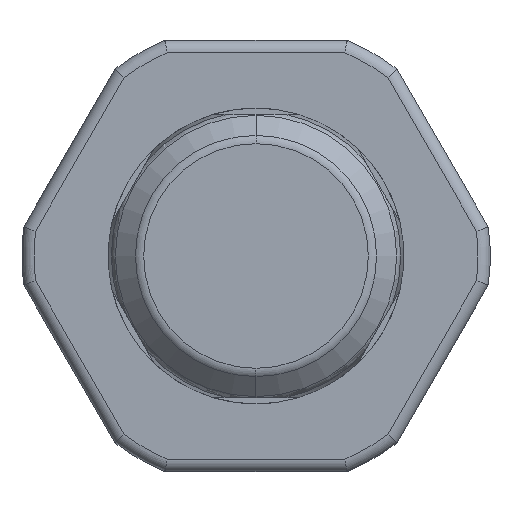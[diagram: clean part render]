
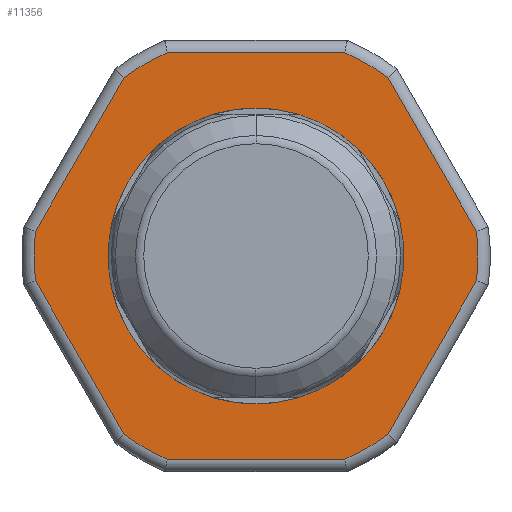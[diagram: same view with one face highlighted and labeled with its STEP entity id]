
A CAD part, front view. The second image highlights one B-rep face of the part: STEP entity #11356.
In plain terms, the highlighted planar face has unit normal (0, -1, 0).
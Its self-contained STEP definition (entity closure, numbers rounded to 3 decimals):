
#2068=CARTESIAN_POINT('',(0.,-6.05,0.));
#2069=DIRECTION('',(0.,-1.,0.));
#2070=DIRECTION('',(0.994,0.,-0.112));
#2071=AXIS2_PLACEMENT_3D('',#2068,#2069,#2070);
#2093=DIRECTION('',(-0.5,0.,-0.866));
#2094=VECTOR('',#2093,14.387);
#2095=CARTESIAN_POINT('',(-10.693,-6.05,
14.48));
#2096=LINE('',#2095,#2094);
#2097=DIRECTION('',(-1.,0.,0.));
#2098=VECTOR('',#2097,14.387);
#2099=CARTESIAN_POINT('',(7.194,-6.05,16.5));
#2100=LINE('',#2099,#2098);
#2101=DIRECTION('',(-0.5,0.,0.866));
#2102=VECTOR('',#2101,14.387);
#2103=CARTESIAN_POINT('',(17.886,-6.05,2.02));
#2104=LINE('',#2103,#2102);
#2105=DIRECTION('',(0.5,0.,0.866));
#2106=VECTOR('',#2105,14.387);
#2107=CARTESIAN_POINT('',(10.693,-6.05,
-14.48));
#2108=LINE('',#2107,#2106);
#2109=DIRECTION('',(1.,0.,0.));
#2110=VECTOR('',#2109,14.387);
#2111=CARTESIAN_POINT('',(-7.194,-6.05,-16.5));
#2112=LINE('',#2111,#2110);
#2113=DIRECTION('',(0.5,0.,-0.866));
#2114=VECTOR('',#2113,14.387);
#2115=CARTESIAN_POINT('',(-17.886,-6.05,
-2.02));
#2116=LINE('',#2115,#2114);
#2132=CARTESIAN_POINT('',(0.,-6.05,0.));
#2133=DIRECTION('',(0.,-1.,0.));
#2134=DIRECTION('',(-0.994,0.,0.112));
#2135=AXIS2_PLACEMENT_3D('',#2132,#2133,#2134);
#2174=CARTESIAN_POINT('',(0.,-6.05,0.));
#2175=DIRECTION('',(0.,-1.,0.));
#2176=DIRECTION('',(-0.594,0.,-0.804));
#2177=AXIS2_PLACEMENT_3D('',#2174,#2175,#2176);
#2216=CARTESIAN_POINT('',(0.,-6.05,0.));
#2217=DIRECTION('',(0.,-1.,0.));
#2218=DIRECTION('',(0.4,0.,-0.917));
#2219=AXIS2_PLACEMENT_3D('',#2216,#2217,#2218);
#2260=CARTESIAN_POINT('',(0.,-6.05,0.));
#2261=DIRECTION('',(0.,-1.,0.));
#2262=DIRECTION('',(-0.4,0.,0.917));
#2263=AXIS2_PLACEMENT_3D('',#2260,#2261,#2262);
#2302=CARTESIAN_POINT('',(0.,-6.05,0.));
#2303=DIRECTION('',(0.,-1.,0.));
#2304=DIRECTION('',(0.594,0.,0.804));
#2305=AXIS2_PLACEMENT_3D('',#2302,#2303,#2304);
#2344=DIRECTION('',(0.866,0.,-0.5));
#2345=VECTOR('',#2344,4.073);
#2346=CARTESIAN_POINT('',(-7.264,-6.05,
-8.508));
#2347=LINE('',#2346,#2345);
#2367=CARTESIAN_POINT('',(0.,-6.05,0.));
#2368=DIRECTION('',(0.,-1.,0.));
#2369=DIRECTION('',(-0.983,0.,-0.182));
#2370=AXIS2_PLACEMENT_3D('',#2367,#2368,#2369);
#2425=DIRECTION('',(0.,0.,-1.));
#2426=VECTOR('',#2425,4.073);
#2427=CARTESIAN_POINT('',(-11.,-6.05,2.037));
#2428=LINE('',#2427,#2426);
#2429=CARTESIAN_POINT('',(0.,-6.05,0.));
#2430=DIRECTION('',(0.,-1.,0.));
#2431=DIRECTION('',(-0.649,0.,0.761));
#2432=AXIS2_PLACEMENT_3D('',#2429,#2430,#2431);
#2487=DIRECTION('',(-0.866,0.,-0.5));
#2488=VECTOR('',#2487,4.073);
#2489=CARTESIAN_POINT('',(-3.736,-6.05,
10.545));
#2490=LINE('',#2489,#2488);
#2549=CARTESIAN_POINT('',(0.,-6.05,0.));
#2550=DIRECTION('',(0.,-1.,0.));
#2551=DIRECTION('',(0.334,0.,0.943));
#2552=AXIS2_PLACEMENT_3D('',#2549,#2550,#2551);
#2607=DIRECTION('',(-0.866,0.,0.5));
#2608=VECTOR('',#2607,4.073);
#2609=CARTESIAN_POINT('',(7.264,-6.05,8.508));
#2610=LINE('',#2609,#2608);
#2611=CARTESIAN_POINT('',(0.,-6.05,0.));
#2612=DIRECTION('',(0.,-1.,0.));
#2613=DIRECTION('',(0.983,0.,0.182));
#2614=AXIS2_PLACEMENT_3D('',#2611,#2612,#2613);
#2669=DIRECTION('',(0.,0.,1.));
#2670=VECTOR('',#2669,4.073);
#2671=CARTESIAN_POINT('',(11.,-6.05,-2.037));
#2672=LINE('',#2671,#2670);
#2673=CARTESIAN_POINT('',(0.,-6.05,0.));
#2674=DIRECTION('',(0.,-1.,0.));
#2675=DIRECTION('',(0.649,0.,-0.761));
#2676=AXIS2_PLACEMENT_3D('',#2673,#2674,#2675);
#2731=DIRECTION('',(0.866,0.,0.5));
#2732=VECTOR('',#2731,4.073);
#2733=CARTESIAN_POINT('',(3.736,-6.05,
-10.545));
#2734=LINE('',#2733,#2732);
#2735=CARTESIAN_POINT('',(0.,-6.05,0.));
#2736=DIRECTION('',(0.,-1.,0.));
#2737=DIRECTION('',(-0.334,0.,-0.943));
#2738=AXIS2_PLACEMENT_3D('',#2735,#2736,#2737);
#7194=CARTESIAN_POINT('',(-10.693,-6.05,
14.48));
#7195=CARTESIAN_POINT('',(-17.886,-6.05,
2.02));
#7196=VERTEX_POINT('',#7194);
#7197=VERTEX_POINT('',#7195);
#7206=CARTESIAN_POINT('',(-17.886,-6.05,
-2.02));
#7207=CARTESIAN_POINT('',(-10.693,-6.05,
-14.48));
#7208=VERTEX_POINT('',#7206);
#7209=VERTEX_POINT('',#7207);
#7214=CARTESIAN_POINT('',(-7.194,-6.05,-16.5));
#7215=CARTESIAN_POINT('',(7.194,-6.05,-16.5));
#7216=VERTEX_POINT('',#7214);
#7217=VERTEX_POINT('',#7215);
#7218=CARTESIAN_POINT('',(10.693,-6.05,
-14.48));
#7219=CARTESIAN_POINT('',(17.886,-6.05,
-2.02));
#7220=VERTEX_POINT('',#7218);
#7221=VERTEX_POINT('',#7219);
#7230=CARTESIAN_POINT('',(17.886,-6.05,2.02));
#7231=CARTESIAN_POINT('',(10.693,-6.05,14.48));
#7232=VERTEX_POINT('',#7230);
#7233=VERTEX_POINT('',#7231);
#7234=CARTESIAN_POINT('',(7.194,-6.05,16.5));
#7235=CARTESIAN_POINT('',(-7.194,-6.05,16.5));
#7236=VERTEX_POINT('',#7234);
#7237=VERTEX_POINT('',#7235);
#7349=CARTESIAN_POINT('',(-7.264,-6.05,
-8.508));
#7350=CARTESIAN_POINT('',(-3.736,-6.05,
-10.545));
#7351=VERTEX_POINT('',#7349);
#7352=VERTEX_POINT('',#7350);
#7353=CARTESIAN_POINT('',(3.736,-6.05,
-10.545));
#7354=CARTESIAN_POINT('',(7.264,-6.05,
-8.508));
#7355=VERTEX_POINT('',#7353);
#7356=VERTEX_POINT('',#7354);
#7357=CARTESIAN_POINT('',(11.,-6.05,-2.037));
#7358=CARTESIAN_POINT('',(11.,-6.05,2.037));
#7359=VERTEX_POINT('',#7357);
#7360=VERTEX_POINT('',#7358);
#7361=CARTESIAN_POINT('',(7.264,-6.05,8.508));
#7362=CARTESIAN_POINT('',(3.736,-6.05,10.545));
#7363=VERTEX_POINT('',#7361);
#7364=VERTEX_POINT('',#7362);
#7365=CARTESIAN_POINT('',(-3.736,-6.05,
10.545));
#7366=VERTEX_POINT('',#7365);
#7367=CARTESIAN_POINT('',(-7.264,-6.05,
8.508));
#7368=VERTEX_POINT('',#7367);
#7369=CARTESIAN_POINT('',(-11.,-6.05,2.037));
#7370=CARTESIAN_POINT('',(-11.,-6.05,-2.037));
#7371=VERTEX_POINT('',#7369);
#7372=VERTEX_POINT('',#7370);
#11301=CARTESIAN_POINT('',(0.,-6.05,0.));
#11302=DIRECTION('',(0.,1.,0.));
#11303=DIRECTION('',(0.,0.,1.));
#11304=AXIS2_PLACEMENT_3D('',#11301,#11302,#11303);
#11305=PLANE('',#11304);
#11307=ORIENTED_EDGE('',*,*,#11306,.F.);
#11309=ORIENTED_EDGE('',*,*,#11308,.F.);
#11311=ORIENTED_EDGE('',*,*,#11310,.F.);
#11313=ORIENTED_EDGE('',*,*,#11312,.F.);
#11315=ORIENTED_EDGE('',*,*,#11314,.F.);
#11316=ORIENTED_EDGE('',*,*,#11265,.F.);
#11317=ORIENTED_EDGE('',*,*,#11284,.F.);
#11319=ORIENTED_EDGE('',*,*,#11318,.F.);
#11321=ORIENTED_EDGE('',*,*,#11320,.F.);
#11323=ORIENTED_EDGE('',*,*,#11322,.F.);
#11325=ORIENTED_EDGE('',*,*,#11324,.F.);
#11327=ORIENTED_EDGE('',*,*,#11326,.F.);
#11328=EDGE_LOOP('',(#11307,#11309,#11311,#11313,#11315,#11316,#11317,#11319,
#11321,#11323,#11325,#11327));
#11329=FACE_OUTER_BOUND('',#11328,.F.);
#11331=ORIENTED_EDGE('',*,*,#11330,.T.);
#11333=ORIENTED_EDGE('',*,*,#11332,.T.);
#11335=ORIENTED_EDGE('',*,*,#11334,.T.);
#11337=ORIENTED_EDGE('',*,*,#11336,.T.);
#11339=ORIENTED_EDGE('',*,*,#11338,.T.);
#11341=ORIENTED_EDGE('',*,*,#11340,.T.);
#11343=ORIENTED_EDGE('',*,*,#11342,.T.);
#11345=ORIENTED_EDGE('',*,*,#11344,.T.);
#11347=ORIENTED_EDGE('',*,*,#11346,.T.);
#11349=ORIENTED_EDGE('',*,*,#11348,.T.);
#11351=ORIENTED_EDGE('',*,*,#11350,.T.);
#11353=ORIENTED_EDGE('',*,*,#11352,.T.);
#11354=EDGE_LOOP('',(#11331,#11333,#11335,#11337,#11339,#11341,#11343,#11345,
#11347,#11349,#11351,#11353));
#11355=FACE_BOUND('',#11354,.F.);
#2072=CIRCLE('',#2071,18.);
#2136=CIRCLE('',#2135,18.);
#2178=CIRCLE('',#2177,18.);
#2220=CIRCLE('',#2219,18.);
#2264=CIRCLE('',#2263,18.);
#2306=CIRCLE('',#2305,18.);
#2371=CIRCLE('',#2370,11.187);
#2433=CIRCLE('',#2432,11.187);
#2553=CIRCLE('',#2552,11.187);
#2615=CIRCLE('',#2614,11.187);
#2677=CIRCLE('',#2676,11.187);
#2739=CIRCLE('',#2738,11.187);
#11265=EDGE_CURVE('',#7221,#7232,#2072,.T.);
#11284=EDGE_CURVE('',#7220,#7221,#2108,.T.);
#11306=EDGE_CURVE('',#7196,#7197,#2096,.T.);
#11308=EDGE_CURVE('',#7237,#7196,#2264,.T.);
#11310=EDGE_CURVE('',#7236,#7237,#2100,.T.);
#11312=EDGE_CURVE('',#7233,#7236,#2306,.T.);
#11314=EDGE_CURVE('',#7232,#7233,#2104,.T.);
#11318=EDGE_CURVE('',#7217,#7220,#2220,.T.);
#11320=EDGE_CURVE('',#7216,#7217,#2112,.T.);
#11322=EDGE_CURVE('',#7209,#7216,#2178,.T.);
#11324=EDGE_CURVE('',#7208,#7209,#2116,.T.);
#11326=EDGE_CURVE('',#7197,#7208,#2136,.T.);
#11330=EDGE_CURVE('',#7351,#7352,#2347,.T.);
#11332=EDGE_CURVE('',#7352,#7355,#2739,.T.);
#11334=EDGE_CURVE('',#7355,#7356,#2734,.T.);
#11336=EDGE_CURVE('',#7356,#7359,#2677,.T.);
#11338=EDGE_CURVE('',#7359,#7360,#2672,.T.);
#11340=EDGE_CURVE('',#7360,#7363,#2615,.T.);
#11342=EDGE_CURVE('',#7363,#7364,#2610,.T.);
#11344=EDGE_CURVE('',#7364,#7366,#2553,.T.);
#11346=EDGE_CURVE('',#7366,#7368,#2490,.T.);
#11348=EDGE_CURVE('',#7368,#7371,#2433,.T.);
#11350=EDGE_CURVE('',#7371,#7372,#2428,.T.);
#11352=EDGE_CURVE('',#7372,#7351,#2371,.T.);
#11356=ADVANCED_FACE('',(#11329,#11355),#11305,.F.);
